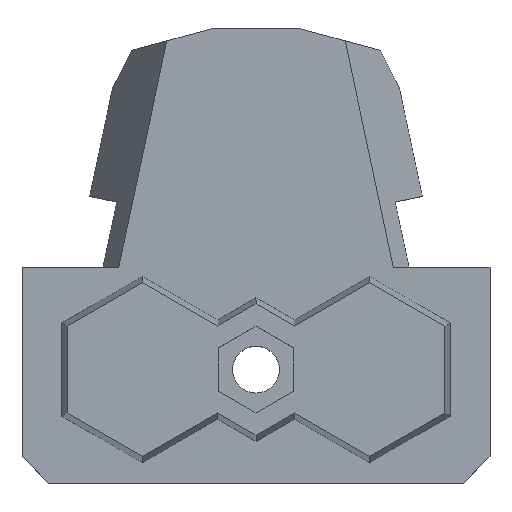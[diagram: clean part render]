
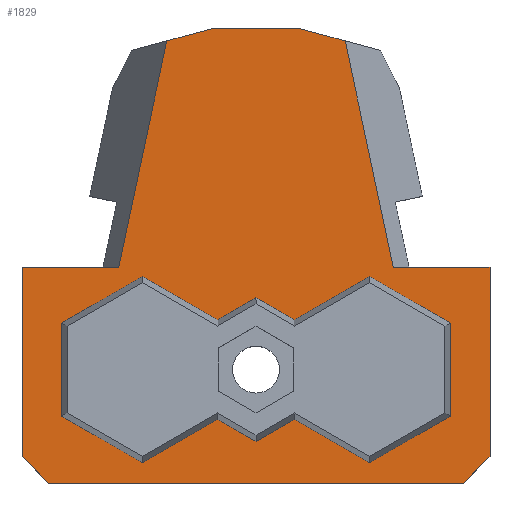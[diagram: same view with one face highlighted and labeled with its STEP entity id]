
A CAD part, top view. The second image highlights one B-rep face of the part: STEP entity #1829.
In plain terms, the highlighted planar face has unit normal (0, 0, 1).
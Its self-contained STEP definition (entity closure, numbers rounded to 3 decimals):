
#36=FACE_BOUND('',#246,.T.);
#149=FACE_OUTER_BOUND('',#245,.T.);
#245=EDGE_LOOP('',(#1622,#1623,#1624,#1625,#1626,#1627,#1628,#1629,#1630,
#1631,#1632,#1633));
#246=EDGE_LOOP('',(#1634,#1635,#1636,#1637,#1638,#1639,#1640,#1641,#1642,
#1643,#1644,#1645,#1646,#1647));
#249=LINE('',#2452,#479);
#416=LINE('',#2850,#646);
#419=LINE('',#2855,#649);
#422=LINE('',#2860,#652);
#423=LINE('',#2863,#653);
#425=LINE('',#2867,#655);
#427=LINE('',#2871,#657);
#429=LINE('',#2875,#659);
#431=LINE('',#2879,#661);
#433=LINE('',#2883,#663);
#436=LINE('',#2888,#666);
#437=LINE('',#2891,#667);
#439=LINE('',#2895,#669);
#441=LINE('',#2899,#671);
#443=LINE('',#2902,#673);
#444=LINE('',#2906,#674);
#447=LINE('',#2911,#677);
#449=LINE('',#2915,#679);
#451=LINE('',#2919,#681);
#453=LINE('',#2923,#683);
#457=LINE('',#2930,#687);
#458=LINE('',#2933,#688);
#460=LINE('',#2936,#690);
#463=LINE('',#2942,#693);
#476=LINE('',#2967,#706);
#477=LINE('',#2969,#707);
#479=VECTOR('',#1977,10.);
#646=VECTOR('',#2320,10.);
#649=VECTOR('',#2325,10.);
#652=VECTOR('',#2330,10.);
#653=VECTOR('',#2333,10.);
#655=VECTOR('',#2337,10.);
#657=VECTOR('',#2341,10.);
#659=VECTOR('',#2345,10.);
#661=VECTOR('',#2349,10.);
#663=VECTOR('',#2353,10.);
#666=VECTOR('',#2358,10.);
#667=VECTOR('',#2361,10.);
#669=VECTOR('',#2365,10.);
#671=VECTOR('',#2369,10.);
#673=VECTOR('',#2373,10.);
#674=VECTOR('',#2376,10.);
#677=VECTOR('',#2381,10.);
#679=VECTOR('',#2385,10.);
#681=VECTOR('',#2389,10.);
#683=VECTOR('',#2393,10.);
#687=VECTOR('',#2399,10.);
#688=VECTOR('',#2402,10.);
#690=VECTOR('',#2406,10.);
#693=VECTOR('',#2411,10.);
#706=VECTOR('',#2440,10.);
#707=VECTOR('',#2443,10.);
#709=VERTEX_POINT('',#2449);
#710=VERTEX_POINT('',#2451);
#849=VERTEX_POINT('',#2848);
#850=VERTEX_POINT('',#2849);
#851=VERTEX_POINT('',#2854);
#852=VERTEX_POINT('',#2858);
#853=VERTEX_POINT('',#2862);
#854=VERTEX_POINT('',#2866);
#855=VERTEX_POINT('',#2870);
#856=VERTEX_POINT('',#2874);
#857=VERTEX_POINT('',#2878);
#858=VERTEX_POINT('',#2882);
#859=VERTEX_POINT('',#2886);
#860=VERTEX_POINT('',#2890);
#861=VERTEX_POINT('',#2894);
#862=VERTEX_POINT('',#2898);
#863=VERTEX_POINT('',#2904);
#864=VERTEX_POINT('',#2905);
#865=VERTEX_POINT('',#2910);
#866=VERTEX_POINT('',#2914);
#867=VERTEX_POINT('',#2918);
#868=VERTEX_POINT('',#2922);
#869=VERTEX_POINT('',#2926);
#870=VERTEX_POINT('',#2928);
#871=VERTEX_POINT('',#2932);
#872=VERTEX_POINT('',#2938);
#879=EDGE_CURVE('',#710,#709,#249,.T.);
#1075=EDGE_CURVE('',#849,#850,#416,.T.);
#1078=EDGE_CURVE('',#851,#850,#419,.F.);
#1081=EDGE_CURVE('',#852,#851,#422,.F.);
#1082=EDGE_CURVE('',#853,#852,#423,.F.);
#1084=EDGE_CURVE('',#853,#854,#425,.T.);
#1086=EDGE_CURVE('',#855,#854,#427,.F.);
#1088=EDGE_CURVE('',#856,#855,#429,.F.);
#1090=EDGE_CURVE('',#857,#856,#431,.F.);
#1092=EDGE_CURVE('',#858,#857,#433,.F.);
#1095=EDGE_CURVE('',#859,#858,#436,.F.);
#1096=EDGE_CURVE('',#860,#859,#437,.F.);
#1098=EDGE_CURVE('',#861,#860,#439,.F.);
#1100=EDGE_CURVE('',#862,#861,#441,.F.);
#1102=EDGE_CURVE('',#862,#849,#443,.T.);
#1103=EDGE_CURVE('',#863,#864,#444,.T.);
#1106=EDGE_CURVE('',#865,#863,#447,.T.);
#1108=EDGE_CURVE('',#866,#865,#449,.T.);
#1110=EDGE_CURVE('',#867,#866,#451,.T.);
#1112=EDGE_CURVE('',#868,#867,#453,.T.);
#1116=EDGE_CURVE('',#869,#870,#457,.T.);
#1117=EDGE_CURVE('',#871,#869,#458,.T.);
#1119=EDGE_CURVE('',#871,#864,#460,.F.);
#1122=EDGE_CURVE('',#872,#868,#463,.T.);
#1135=EDGE_CURVE('',#870,#710,#476,.T.);
#1136=EDGE_CURVE('',#709,#872,#477,.T.);
#1622=ORIENTED_EDGE('',*,*,#1119,.F.);
#1623=ORIENTED_EDGE('',*,*,#1117,.T.);
#1624=ORIENTED_EDGE('',*,*,#1116,.T.);
#1625=ORIENTED_EDGE('',*,*,#1135,.T.);
#1626=ORIENTED_EDGE('',*,*,#879,.T.);
#1627=ORIENTED_EDGE('',*,*,#1136,.T.);
#1628=ORIENTED_EDGE('',*,*,#1122,.T.);
#1629=ORIENTED_EDGE('',*,*,#1112,.T.);
#1630=ORIENTED_EDGE('',*,*,#1110,.T.);
#1631=ORIENTED_EDGE('',*,*,#1108,.T.);
#1632=ORIENTED_EDGE('',*,*,#1106,.T.);
#1633=ORIENTED_EDGE('',*,*,#1103,.T.);
#1634=ORIENTED_EDGE('',*,*,#1102,.F.);
#1635=ORIENTED_EDGE('',*,*,#1100,.T.);
#1636=ORIENTED_EDGE('',*,*,#1098,.T.);
#1637=ORIENTED_EDGE('',*,*,#1096,.T.);
#1638=ORIENTED_EDGE('',*,*,#1095,.T.);
#1639=ORIENTED_EDGE('',*,*,#1092,.T.);
#1640=ORIENTED_EDGE('',*,*,#1090,.T.);
#1641=ORIENTED_EDGE('',*,*,#1088,.T.);
#1642=ORIENTED_EDGE('',*,*,#1086,.T.);
#1643=ORIENTED_EDGE('',*,*,#1084,.F.);
#1644=ORIENTED_EDGE('',*,*,#1082,.T.);
#1645=ORIENTED_EDGE('',*,*,#1081,.T.);
#1646=ORIENTED_EDGE('',*,*,#1078,.T.);
#1647=ORIENTED_EDGE('',*,*,#1075,.F.);
#1736=PLANE('',#1970);
#1829=ADVANCED_FACE('',(#149,#36),#1736,.T.);
#1970=AXIS2_PLACEMENT_3D('',#2968,#2441,#2442);
#1977=DIRECTION('',(-0.208,-0.978,0.));
#2320=DIRECTION('',(-0.866,-0.5,0.));
#2325=DIRECTION('',(-0.866,0.5,0.));
#2330=DIRECTION('',(-0.866,-0.5,0.));
#2333=DIRECTION('',(-0.866,0.5,0.));
#2337=DIRECTION('',(-0.866,-0.5,0.));
#2341=DIRECTION('',(0.,-1.,0.));
#2345=DIRECTION('',(0.866,-0.5,0.));
#2349=DIRECTION('',(0.866,0.5,0.));
#2353=DIRECTION('',(0.866,-0.5,0.));
#2358=DIRECTION('',(0.866,0.5,0.));
#2361=DIRECTION('',(0.866,-0.5,0.));
#2365=DIRECTION('',(0.866,0.5,0.));
#2369=DIRECTION('',(0.,1.,0.));
#2373=DIRECTION('',(-0.866,0.5,0.));
#2376=DIRECTION('',(-1.,0.,0.));
#2381=DIRECTION('',(0.,1.,0.));
#2385=DIRECTION('',(0.707,0.707,0.));
#2389=DIRECTION('',(1.,0.,0.));
#2393=DIRECTION('',(0.707,-0.707,0.));
#2399=DIRECTION('',(-1.,0.,0.));
#2402=DIRECTION('',(-0.966,0.259,0.));
#2406=DIRECTION('',(-0.208,0.978,0.));
#2411=DIRECTION('',(0.,-1.,0.));
#2440=DIRECTION('',(-0.966,-0.259,0.));
#2441=DIRECTION('center_axis',(0.,0.,1.));
#2442=DIRECTION('ref_axis',(1.,0.,0.));
#2443=DIRECTION('',(-1.,0.,0.));
#2449=CARTESIAN_POINT('',(-10.269,7.643,6.25));
#2451=CARTESIAN_POINT('',(-6.668,24.584,6.25));
#2452=CARTESIAN_POINT('',(-10.429,6.891,6.25));
#2848=CARTESIAN_POINT('',(8.5,6.958,6.25));
#2849=CARTESIAN_POINT('',(2.871,3.708,6.25));
#2850=CARTESIAN_POINT('',(2.095,3.26,6.25));
#2854=CARTESIAN_POINT('',(0.,5.366,6.25));
#2855=CARTESIAN_POINT('',(4.308,2.878,6.25));
#2858=CARTESIAN_POINT('',(-2.871,3.708,6.25));
#2860=CARTESIAN_POINT('',(-2.873,3.707,6.25));
#2862=CARTESIAN_POINT('',(-8.5,6.958,6.25));
#2863=CARTESIAN_POINT('',(0.719,1.635,6.25));
#2866=CARTESIAN_POINT('',(-14.526,3.479,6.25));
#2867=CARTESIAN_POINT('',(-8.53,6.941,6.25));
#2870=CARTESIAN_POINT('',(-14.526,-3.479,6.25));
#2871=CARTESIAN_POINT('',(-14.526,-2.097,6.25));
#2874=CARTESIAN_POINT('',(-8.5,-6.958,6.25));
#2875=CARTESIAN_POINT('',(-8.121,-7.177,6.25));
#2878=CARTESIAN_POINT('',(-2.871,-3.708,6.25));
#2879=CARTESIAN_POINT('',(-5.319,-5.121,6.25));
#2882=CARTESIAN_POINT('',(0.,-5.366,6.25));
#2883=CARTESIAN_POINT('',(-1.774,-4.341,6.25));
#2886=CARTESIAN_POINT('',(2.871,-3.708,6.25));
#2888=CARTESIAN_POINT('',(-0.351,-5.568,6.25));
#2890=CARTESIAN_POINT('',(8.5,-6.958,6.25));
#2891=CARTESIAN_POINT('',(2.504,-3.496,6.25));
#2894=CARTESIAN_POINT('',(14.526,-3.479,6.25));
#2895=CARTESIAN_POINT('',(5.306,-8.802,6.25));
#2898=CARTESIAN_POINT('',(14.526,3.479,6.25));
#2899=CARTESIAN_POINT('',(14.526,-5.347,6.25));
#2902=CARTESIAN_POINT('',(11.344,5.316,6.25));
#2904=CARTESIAN_POINT('',(17.5,7.643,6.25));
#2905=CARTESIAN_POINT('',(10.269,7.643,6.25));
#2906=CARTESIAN_POINT('',(6.303,7.643,6.25));
#2910=CARTESIAN_POINT('',(17.5,-6.5,6.25));
#2911=CARTESIAN_POINT('',(17.5,8.505,6.25));
#2914=CARTESIAN_POINT('',(15.5,-8.5,6.25));
#2915=CARTESIAN_POINT('',(15.5,-8.5,6.25));
#2918=CARTESIAN_POINT('',(-15.5,-8.5,6.25));
#2919=CARTESIAN_POINT('',(-15.5,-8.5,6.25));
#2922=CARTESIAN_POINT('',(-17.5,-6.5,6.25));
#2923=CARTESIAN_POINT('',(-17.5,-6.5,6.25));
#2926=CARTESIAN_POINT('',(3.25,25.5,6.25));
#2928=CARTESIAN_POINT('',(-3.25,25.5,6.25));
#2930=CARTESIAN_POINT('',(4.979,25.5,6.25));
#2932=CARTESIAN_POINT('',(6.668,24.584,6.25));
#2933=CARTESIAN_POINT('',(8.875,23.993,6.25));
#2936=CARTESIAN_POINT('',(10.429,6.891,6.25));
#2938=CARTESIAN_POINT('',(-17.5,7.643,6.25));
#2942=CARTESIAN_POINT('',(-17.5,-6.5,6.25));
#2967=CARTESIAN_POINT('',(-8.875,23.993,6.25));
#2968=CARTESIAN_POINT('Origin',(0.,-7.444,
6.25));
#2969=CARTESIAN_POINT('',(-6.303,7.643,6.25));
